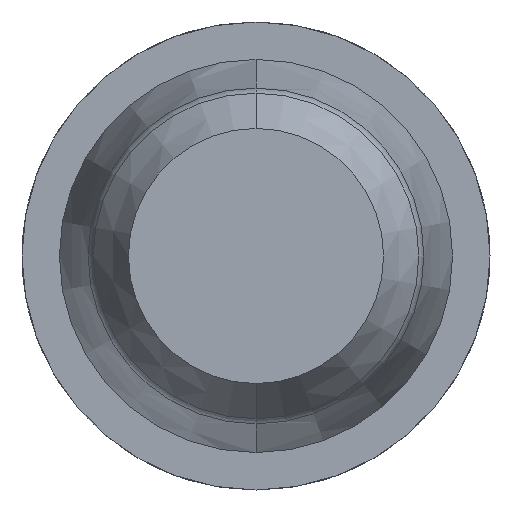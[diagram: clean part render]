
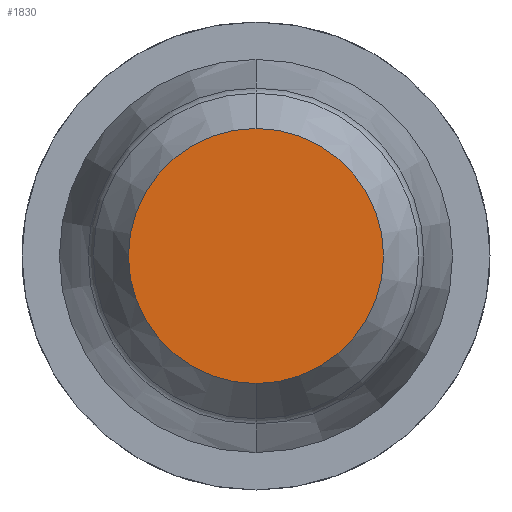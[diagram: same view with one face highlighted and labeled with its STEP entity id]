
A CAD part, front view. The second image highlights one B-rep face of the part: STEP entity #1830.
In plain terms, the highlighted planar face has unit normal (0, -1, 0).
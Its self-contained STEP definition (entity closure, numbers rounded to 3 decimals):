
#188 = CARTESIAN_POINT ( 'NONE',  ( 0., -30.5, 0.627 ) ) ;
#225 = CARTESIAN_POINT ( 'NONE',  ( 0., -30.5, 0. ) ) ;
#403 = VERTEX_POINT ( 'NONE', #188 ) ;
#477 = CIRCLE ( 'NONE', #1138, 0.627 ) ;
#666 = FACE_OUTER_BOUND ( 'NONE', #2859, .T. ) ;
#1044 = PLANE ( 'NONE',  #4157 ) ;
#1079 = ORIENTED_EDGE ( 'NONE', *, *, #1737, .F. ) ;
#1138 = AXIS2_PLACEMENT_3D ( 'NONE', #225, #1369, #3896 ) ;
#1336 = DIRECTION ( 'NONE',  ( 0., 1., 0. ) ) ;
#1369 = DIRECTION ( 'NONE',  ( 0., 1., 0. ) ) ;
#1529 = DIRECTION ( 'NONE',  ( 0., 0., 1. ) ) ;
#1737 = EDGE_CURVE ( 'Defeature ausgef�hrt3_32+Defeature ausgef�hrt3_31+Defeature ausgef�hrt3_31+Defeature ausgef�hrt3_31', #1856, #403, #477, .T. ) ;
#1830 = ADVANCED_FACE ( 'Defeature ausgef�hrt3_31', ( #666 ), #1044, .F. ) ;
#1856 = VERTEX_POINT ( 'NONE', #2667 ) ;
#2217 = EDGE_CURVE ( 'Defeature ausgef�hrt3_32+Defeature ausgef�hrt3_31+Defeature ausgef�hrt3_31+Defeature ausgef�hrt3_31', #403, #1856, #3932, .T. ) ;
#2301 = CARTESIAN_POINT ( 'NONE',  ( 0., -30.5, 0. ) ) ;
#2667 = CARTESIAN_POINT ( 'NONE',  ( 0., -30.5, -0.627 ) ) ;
#2808 = CARTESIAN_POINT ( 'NONE',  ( 0., -30.5, 0. ) ) ;
#2859 = EDGE_LOOP ( 'NONE', ( #2963, #1079 ) ) ;
#2963 = ORIENTED_EDGE ( 'NONE', *, *, #2217, .F. ) ;
#3366 = AXIS2_PLACEMENT_3D ( 'NONE', #2808, #3764, #1529 ) ;
#3764 = DIRECTION ( 'NONE',  ( 0., 1., 0. ) ) ;
#3896 = DIRECTION ( 'NONE',  ( 0., 0., 1. ) ) ;
#3926 = DIRECTION ( 'NONE',  ( 0., 0., 1. ) ) ;
#3932 = CIRCLE ( 'NONE', #3366, 0.627 ) ;
#4157 = AXIS2_PLACEMENT_3D ( 'NONE', #2301, #1336, #3926 ) ;
